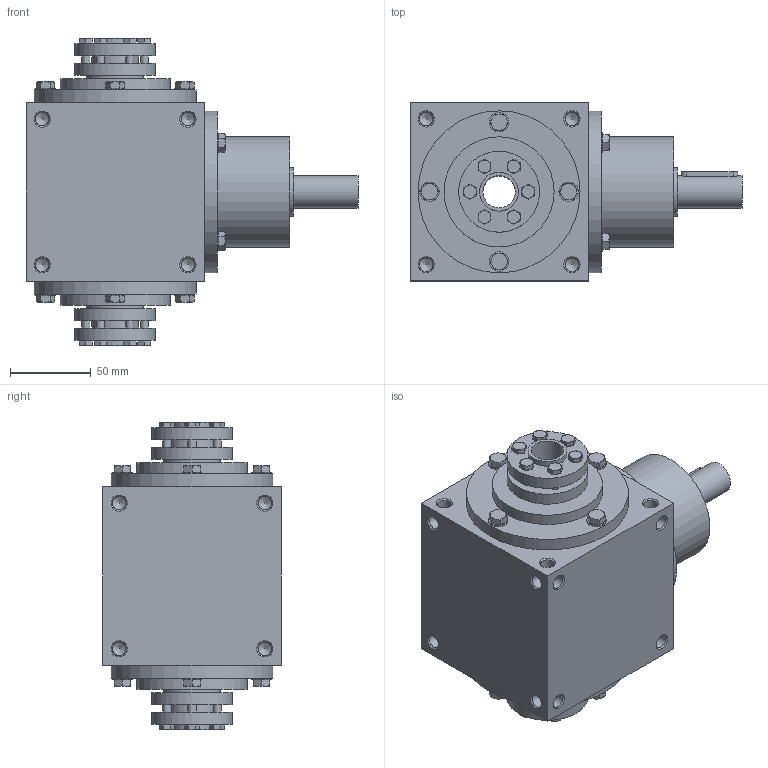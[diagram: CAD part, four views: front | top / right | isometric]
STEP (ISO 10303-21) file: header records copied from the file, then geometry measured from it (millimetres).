
FILE_DESCRIPTION( ( 'STEP AP214' ), ' ' );
FILE_NAME( 'RA110_C2_R.1_1.5.stp', '2017-10-01T13:55:20', ( '' ), ( '' ), ' ', 'PARTsolutions', ' ' );
FILE_SCHEMA( ( 'AUTOMOTIVE_DESIGN { 1 0 10303 214 1 1 1 1 }' ) );
Length unit declared in the file: millimetre
Products named in the file (5): RA110_C2_R.1/1.5; _RA1102-case; _RC110-shaft; _RC_RR110-screw; _RA110-shrink_disk
Assembly tree (16 placements, depth 2):
  RA110_C2_R.1/1.5
    _RA1102-case
    _RC110-shaft
    _RC_RR110-screw  x12
    _RA110-shrink_disk  x2
Bounding box: 205 x 110 x 190 mm (x, y, z)
Volume: 1727055.2 mm3; surface area: 163507.9 mm2
Topology: 16 solids, 16 shells, 542 faces, 1286 edges, 799 vertices
Faces by surface type: plane 237, cone 194, cylinder 111
Full cylindrical faces by diameter (mm): 5 x12, 6.647 x1, 6.88 x12, 8.376 x48, 12 x12, 20 x3, 22 x1, 24 x4, 29 x2, 30 x2, 35 x2, 50 x4, 68 x3, 100 x3
Entity records: 9384 total; most frequent: CARTESIAN_POINT 1556, DIRECTION 1224, ORIENTED_EDGE 942, AXIS2_PLACEMENT_3D 560, EDGE_CURVE 471, EDGE_LOOP 440, VERTEX_POINT 372, FACE_OUTER_BOUND 344
